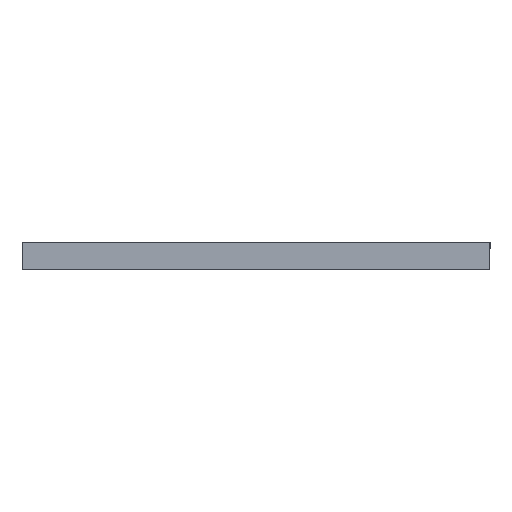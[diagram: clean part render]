
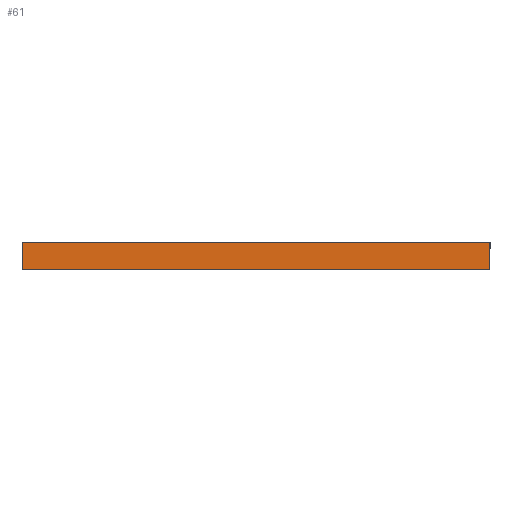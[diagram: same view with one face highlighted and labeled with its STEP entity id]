
A CAD part, left-side view. The second image highlights one B-rep face of the part: STEP entity #61.
In plain terms, the highlighted planar face has unit normal (-1, 0, 0).
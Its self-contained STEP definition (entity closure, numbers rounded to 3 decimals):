
#1 = DIRECTION ( 'NONE',  ( 1., 0., 0. ) ) ;
#31 = ORIENTED_EDGE ( 'NONE', *, *, #340, .F. ) ;
#35 = DIRECTION ( 'NONE',  ( 0., 0., 1. ) ) ;
#61 = ADVANCED_FACE ( 'NONE', ( #472 ), #286, .F. ) ;
#63 = DIRECTION ( 'NONE',  ( 0., 1., 0. ) ) ;
#70 = CARTESIAN_POINT ( 'NONE',  ( -109.35, 59., -19.45 ) ) ;
#76 = LINE ( 'NONE', #70, #748 ) ;
#118 = AXIS2_PLACEMENT_3D ( 'NONE', #428, #1, #834 ) ;
#135 = LINE ( 'NONE', #603, #599 ) ;
#145 = ORIENTED_EDGE ( 'NONE', *, *, #628, .F. ) ;
#164 = VECTOR ( 'NONE', #35, 1000. ) ;
#168 = CARTESIAN_POINT ( 'NONE',  ( -109.35, 59., -26.45 ) ) ;
#182 = CARTESIAN_POINT ( 'NONE',  ( -109.35, 59., -19.45 ) ) ;
#239 = ORIENTED_EDGE ( 'NONE', *, *, #455, .T. ) ;
#247 = LINE ( 'NONE', #664, #291 ) ;
#286 = PLANE ( 'NONE',  #118 ) ;
#291 = VECTOR ( 'NONE', #805, 1000. ) ;
#340 = EDGE_CURVE ( 'NONE', #768, #545, #135, .T. ) ;
#355 = CARTESIAN_POINT ( 'NONE',  ( -109.35, -59., -19.45 ) ) ;
#391 = CARTESIAN_POINT ( 'NONE',  ( -109.35, -59., -26.45 ) ) ;
#428 = CARTESIAN_POINT ( 'NONE',  ( -109.35, 59., -26.45 ) ) ;
#446 = CARTESIAN_POINT ( 'NONE',  ( -109.35, 59., -26.45 ) ) ;
#455 = EDGE_CURVE ( 'NONE', #905, #698, #76, .T. ) ;
#472 = FACE_OUTER_BOUND ( 'NONE', #886, .T. ) ;
#534 = EDGE_CURVE ( 'NONE', #768, #905, #247, .T. ) ;
#545 = VERTEX_POINT ( 'NONE', #446 ) ;
#599 = VECTOR ( 'NONE', #829, 1000. ) ;
#603 = CARTESIAN_POINT ( 'NONE',  ( -109.35, 59., -26.45 ) ) ;
#628 = EDGE_CURVE ( 'NONE', #545, #698, #668, .T. ) ;
#664 = CARTESIAN_POINT ( 'NONE',  ( -109.35, -59., -26.45 ) ) ;
#668 = LINE ( 'NONE', #168, #164 ) ;
#698 = VERTEX_POINT ( 'NONE', #182 ) ;
#720 = ORIENTED_EDGE ( 'NONE', *, *, #534, .T. ) ;
#748 = VECTOR ( 'NONE', #63, 1000. ) ;
#768 = VERTEX_POINT ( 'NONE', #391 ) ;
#805 = DIRECTION ( 'NONE',  ( 0., 0., 1. ) ) ;
#829 = DIRECTION ( 'NONE',  ( 0., 1., 0. ) ) ;
#834 = DIRECTION ( 'NONE',  ( 0., 0., -1. ) ) ;
#886 = EDGE_LOOP ( 'NONE', ( #239, #145, #31, #720 ) ) ;
#905 = VERTEX_POINT ( 'NONE', #355 ) ;
